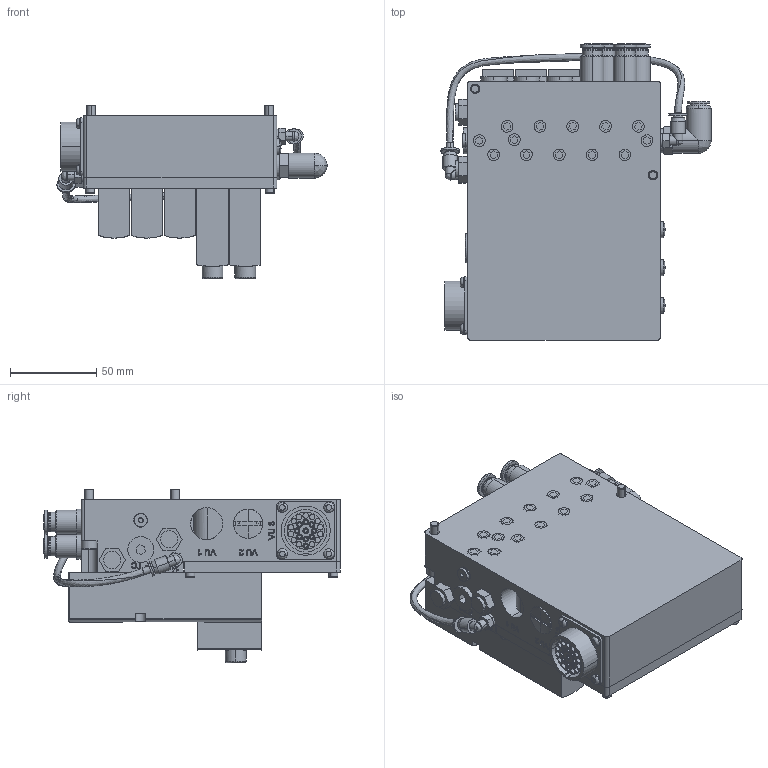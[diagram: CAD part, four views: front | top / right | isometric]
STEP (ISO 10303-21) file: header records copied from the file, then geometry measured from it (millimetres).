
FILE_DESCRIPTION (( 'STEP AP203' ), '1' );
FILE_NAME ('P0035.STEP', '2018-11-30T13:58:10', ( '' ), ( '' ), 'SwSTEP 2.0', 'SolidWorks 2017', '' );
FILE_SCHEMA (( 'CONFIG_CONTROL_DESIGN' ));
Length unit declared in the file: millimetre
Products named in the file (1): P0035
Bounding box: 156.46 x 171.6 x 100.54 mm (x, y, z)
Volume: 1043629.6 mm3; surface area: 196454.7 mm2
Topology: 64 solids, 66 shells, 1850 faces, 4309 edges, 2757 vertices
Faces by surface type: plane 778, cylinder 544, bspline 254, cone 228, torus 36, sphere 10
Entity records: 67712 total; most frequent: CARTESIAN_POINT 25910, ORIENTED_EDGE 8598, DIRECTION 8403, EDGE_CURVE 4299, AXIS2_PLACEMENT_3D 3072, VERTEX_POINT 2757, VECTOR 2259, LINE 2259
